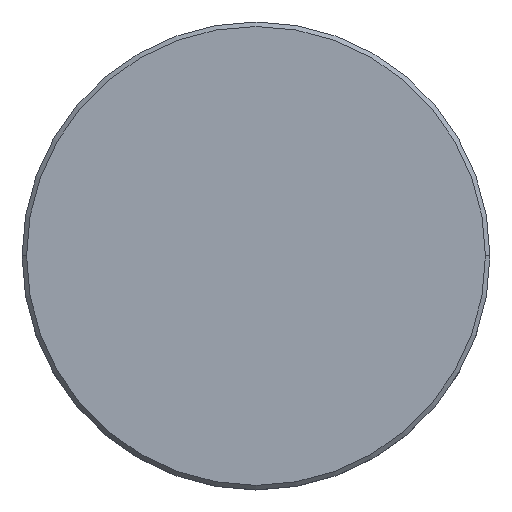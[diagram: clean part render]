
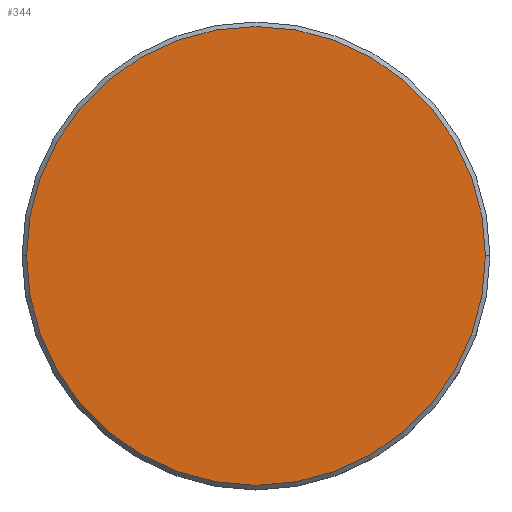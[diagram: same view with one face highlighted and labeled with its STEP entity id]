
A CAD part, top view. The second image highlights one B-rep face of the part: STEP entity #344.
In plain terms, the highlighted planar face has unit normal (0, 0, 1).
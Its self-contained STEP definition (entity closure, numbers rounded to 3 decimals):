
#31 = CIRCLE ( 'NONE', #581, 25.5 ) ;
#89 = CIRCLE ( 'NONE', #768, 25.5 ) ;
#209 = CARTESIAN_POINT ( 'NONE',  ( 25.5, 0., 0. ) ) ;
#221 = AXIS2_PLACEMENT_3D ( 'NONE', #1038, #1043, #1134 ) ;
#276 = DIRECTION ( 'NONE',  ( 1., 0., 0. ) ) ;
#322 = DIRECTION ( 'NONE',  ( 0., 0., 1. ) ) ;
#344 = ADVANCED_FACE ( 'NONE', ( #931 ), #846, .T. ) ;
#510 = EDGE_CURVE ( 'NONE', #825, #607, #89, .T. ) ;
#524 = EDGE_LOOP ( 'NONE', ( #569, #914 ) ) ;
#556 = CARTESIAN_POINT ( 'NONE',  ( 0., 0., 0. ) ) ;
#569 = ORIENTED_EDGE ( 'NONE', *, *, #671, .T. ) ;
#581 = AXIS2_PLACEMENT_3D ( 'NONE', #556, #667, #276 ) ;
#607 = VERTEX_POINT ( 'NONE', #709 ) ;
#667 = DIRECTION ( 'NONE',  ( 0., 0., 1. ) ) ;
#671 = EDGE_CURVE ( 'NONE', #607, #825, #31, .T. ) ;
#709 = CARTESIAN_POINT ( 'NONE',  ( -25.5, 0., 0. ) ) ;
#768 = AXIS2_PLACEMENT_3D ( 'NONE', #1143, #322, #945 ) ;
#825 = VERTEX_POINT ( 'NONE', #209 ) ;
#846 = PLANE ( 'NONE',  #221 ) ;
#914 = ORIENTED_EDGE ( 'NONE', *, *, #510, .T. ) ;
#931 = FACE_OUTER_BOUND ( 'NONE', #524, .T. ) ;
#945 = DIRECTION ( 'NONE',  ( 1., 0., 0. ) ) ;
#1038 = CARTESIAN_POINT ( 'NONE',  ( 0., 0., 0. ) ) ;
#1043 = DIRECTION ( 'NONE',  ( 0., 0., 1. ) ) ;
#1134 = DIRECTION ( 'NONE',  ( 1., 0., 0. ) ) ;
#1143 = CARTESIAN_POINT ( 'NONE',  ( 0., 0., 0. ) ) ;
